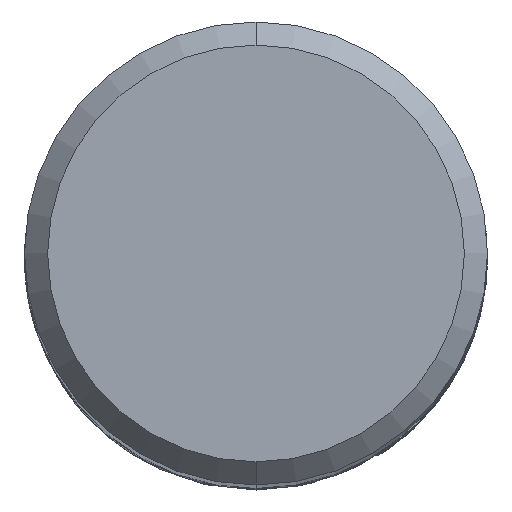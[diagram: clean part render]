
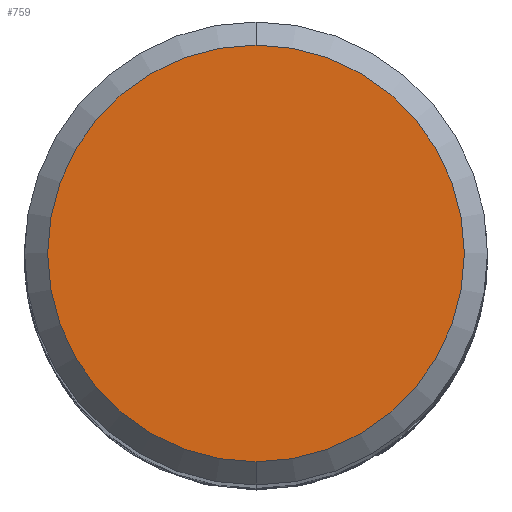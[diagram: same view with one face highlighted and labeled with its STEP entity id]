
A CAD part, top view. The second image highlights one B-rep face of the part: STEP entity #759.
In plain terms, the highlighted planar face has unit normal (0, 0, 1).
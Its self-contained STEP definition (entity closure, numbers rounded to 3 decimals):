
#511=EDGE_CURVE('',#943,#1231,#1404,.T.);
#739=EDGE_CURVE('',#1231,#943,#1655,.T.);
#759=ADVANCED_FACE('',(#1679),#1680,.T.);
#943=VERTEX_POINT('',#1882);
#1231=VERTEX_POINT('',#2190);
#1404=CIRCLE('',#2436,5.4);
#1655=CIRCLE('',#4628,5.4);
#1679=FACE_OUTER_BOUND('',#4708,.T.);
#1680=PLANE('',#4709);
#1882=CARTESIAN_POINT('',(0.0,5.4,0.0));
#2190=CARTESIAN_POINT('',(0.,-5.4,0.0));
#2436=AXIS2_PLACEMENT_3D('',#13089,#13090,#13091);
#4628=AXIS2_PLACEMENT_3D('',#13356,#13357,#13358);
#4708=EDGE_LOOP('',(#13394,#13395));
#4709=AXIS2_PLACEMENT_3D('',#13396,#13397,#13398);
#13089=CARTESIAN_POINT('',(0.0,0.0,0.0));
#13090=DIRECTION('',(0.0,0.0,-1.0));
#13091=DIRECTION('',(0.0,1.0,0.0));
#13356=CARTESIAN_POINT('',(0.0,0.0,0.0));
#13357=DIRECTION('',(0.0,0.0,-1.0));
#13358=DIRECTION('',(0.0,1.0,0.0));
#13394=ORIENTED_EDGE('',*,*,#511,.F.);
#13395=ORIENTED_EDGE('',*,*,#739,.F.);
#13396=CARTESIAN_POINT('',(0.0,2.7,0.0));
#13397=DIRECTION('',(-0.0,0.0,1.0));
#13398=DIRECTION('',(0.0,-1.0,0.0));
